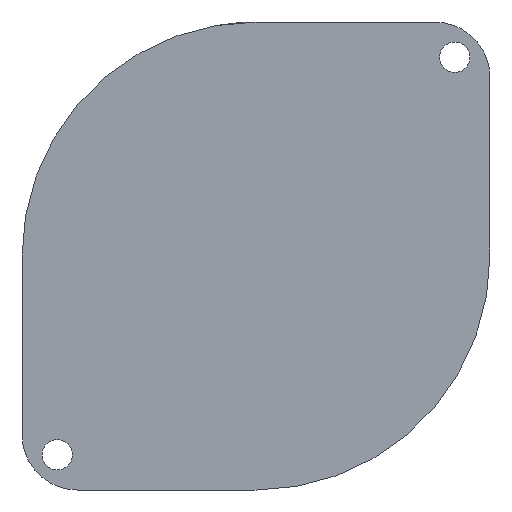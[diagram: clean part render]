
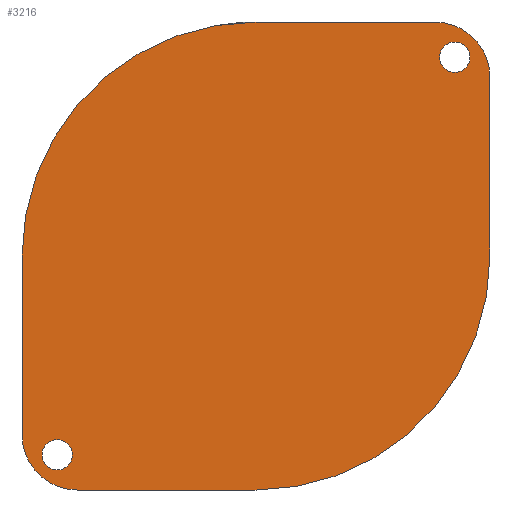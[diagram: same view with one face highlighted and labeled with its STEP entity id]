
A CAD part, front view. The second image highlights one B-rep face of the part: STEP entity #3216.
In plain terms, the highlighted planar face has unit normal (0, -1, 0).
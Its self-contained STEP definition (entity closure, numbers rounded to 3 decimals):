
#14 = CARTESIAN_POINT ( 'NONE',  ( 42.25, 0., 42.25 ) ) ;
#55 = CARTESIAN_POINT ( 'NONE',  ( 32.25, 0., 32.25 ) ) ;
#77 = CIRCLE ( 'NONE', #3936, 2.75 ) ;
#92 = VECTOR ( 'NONE', #1425, 1000. ) ;
#138 = DIRECTION ( 'NONE',  ( 0., 0., 1. ) ) ;
#161 = DIRECTION ( 'NONE',  ( 0., 0., 1. ) ) ;
#173 = DIRECTION ( 'NONE',  ( 0., -1., 0. ) ) ;
#280 = VERTEX_POINT ( 'NONE', #2044 ) ;
#297 = DIRECTION ( 'NONE',  ( 0., 1., 0. ) ) ;
#310 = EDGE_CURVE ( 'NONE', #902, #280, #2107, .T. ) ;
#329 = DIRECTION ( 'NONE',  ( 0., 1., 0. ) ) ;
#342 = DIRECTION ( 'NONE',  ( 0., 0., 1. ) ) ;
#432 = CARTESIAN_POINT ( 'NONE',  ( 42.25, 0., 32.25 ) ) ;
#433 = ORIENTED_EDGE ( 'NONE', *, *, #2596, .T. ) ;
#487 = CARTESIAN_POINT ( 'NONE',  ( -35.886, 0., -38.636 ) ) ;
#504 = EDGE_CURVE ( 'NONE', #2411, #1417, #2070, .T. ) ;
#551 = CARTESIAN_POINT ( 'NONE',  ( 35.886, 0., 38.636 ) ) ;
#597 = DIRECTION ( 'NONE',  ( 0., 1., 0. ) ) ;
#603 = VERTEX_POINT ( 'NONE', #2970 ) ;
#618 = AXIS2_PLACEMENT_3D ( 'NONE', #4027, #173, #161 ) ;
#631 = LINE ( 'NONE', #14, #3045 ) ;
#720 = DIRECTION ( 'NONE',  ( 0., -1., 0. ) ) ;
#902 = VERTEX_POINT ( 'NONE', #3733 ) ;
#923 = EDGE_CURVE ( 'NONE', #3323, #4052, #77, .T. ) ;
#990 = AXIS2_PLACEMENT_3D ( 'NONE', #998, #3518, #3872 ) ;
#998 = CARTESIAN_POINT ( 'NONE',  ( -35.886, 0., -35.886 ) ) ;
#1036 = DIRECTION ( 'NONE',  ( 0., 0., 1. ) ) ;
#1048 = AXIS2_PLACEMENT_3D ( 'NONE', #2575, #297, #2909 ) ;
#1095 = CARTESIAN_POINT ( 'NONE',  ( 35.886, 0., 35.886 ) ) ;
#1225 = CARTESIAN_POINT ( 'NONE',  ( 35.886, 0., 35.886 ) ) ;
#1264 = CARTESIAN_POINT ( 'NONE',  ( 0., 0., 42.25 ) ) ;
#1370 = DIRECTION ( 'NONE',  ( 0., 1., 0. ) ) ;
#1417 = VERTEX_POINT ( 'NONE', #2648 ) ;
#1420 = EDGE_CURVE ( 'NONE', #3947, #1417, #4135, .T. ) ;
#1425 = DIRECTION ( 'NONE',  ( 0., 0., 1. ) ) ;
#1488 = CIRCLE ( 'NONE', #1048, 42.25 ) ;
#1509 = EDGE_LOOP ( 'NONE', ( #3697, #2414 ) ) ;
#1547 = CIRCLE ( 'NONE', #990, 2.75 ) ;
#1606 = CARTESIAN_POINT ( 'NONE',  ( 35.886, 0., 33.136 ) ) ;
#1608 = VERTEX_POINT ( 'NONE', #2920 ) ;
#1618 = ORIENTED_EDGE ( 'NONE', *, *, #1801, .F. ) ;
#1622 = ORIENTED_EDGE ( 'NONE', *, *, #2494, .F. ) ;
#1643 = AXIS2_PLACEMENT_3D ( 'NONE', #1095, #3639, #138 ) ;
#1665 = EDGE_CURVE ( 'NONE', #3892, #3963, #1547, .T. ) ;
#1707 = EDGE_CURVE ( 'NONE', #3947, #603, #631, .T. ) ;
#1801 = EDGE_CURVE ( 'NONE', #3547, #280, #2743, .T. ) ;
#1817 = EDGE_LOOP ( 'NONE', ( #2518, #2568, #1618, #3594, #3108, #3413, #3319, #1622 ) ) ;
#1839 = CIRCLE ( 'NONE', #3454, 2.75 ) ;
#1877 = VECTOR ( 'NONE', #2375, 1000. ) ;
#1924 = EDGE_CURVE ( 'NONE', #4052, #3323, #2383, .T. ) ;
#1980 = CARTESIAN_POINT ( 'NONE',  ( -35.886, 0., -35.886 ) ) ;
#1986 = CARTESIAN_POINT ( 'NONE',  ( 0., 0., 0. ) ) ;
#2044 = CARTESIAN_POINT ( 'NONE',  ( -32.25, 0., -42.25 ) ) ;
#2070 = LINE ( 'NONE', #1264, #3744 ) ;
#2090 = AXIS2_PLACEMENT_3D ( 'NONE', #3378, #2744, #3078 ) ;
#2107 = CIRCLE ( 'NONE', #618, 10. ) ;
#2108 = EDGE_CURVE ( 'NONE', #603, #3547, #2125, .T. ) ;
#2125 = CIRCLE ( 'NONE', #3703, 42.25 ) ;
#2225 = FACE_BOUND ( 'NONE', #1509, .T. ) ;
#2232 = DIRECTION ( 'NONE',  ( 0., 0., -1. ) ) ;
#2335 = FACE_OUTER_BOUND ( 'NONE', #1817, .T. ) ;
#2375 = DIRECTION ( 'NONE',  ( -1., 0., 0. ) ) ;
#2383 = CIRCLE ( 'NONE', #1643, 2.75 ) ;
#2411 = VERTEX_POINT ( 'NONE', #3766 ) ;
#2414 = ORIENTED_EDGE ( 'NONE', *, *, #1924, .T. ) ;
#2494 = EDGE_CURVE ( 'NONE', #1608, #2411, #1488, .T. ) ;
#2518 = ORIENTED_EDGE ( 'NONE', *, *, #3887, .F. ) ;
#2568 = ORIENTED_EDGE ( 'NONE', *, *, #310, .T. ) ;
#2575 = CARTESIAN_POINT ( 'NONE',  ( 0., 0., 0. ) ) ;
#2596 = EDGE_CURVE ( 'NONE', #3963, #3892, #1839, .T. ) ;
#2648 = CARTESIAN_POINT ( 'NONE',  ( 32.25, 0., 42.25 ) ) ;
#2684 = CARTESIAN_POINT ( 'NONE',  ( -42.25, 0., -42.25 ) ) ;
#2743 = LINE ( 'NONE', #3946, #1877 ) ;
#2744 = DIRECTION ( 'NONE',  ( 0., 1., 0. ) ) ;
#2780 = ORIENTED_EDGE ( 'NONE', *, *, #1665, .T. ) ;
#2889 = FACE_BOUND ( 'NONE', #3019, .T. ) ;
#2909 = DIRECTION ( 'NONE',  ( 0., 0., 1. ) ) ;
#2920 = CARTESIAN_POINT ( 'NONE',  ( -42.25, 0., 0. ) ) ;
#2970 = CARTESIAN_POINT ( 'NONE',  ( 42.25, 0., 0. ) ) ;
#3016 = CARTESIAN_POINT ( 'NONE',  ( -35.886, 0., -33.136 ) ) ;
#3019 = EDGE_LOOP ( 'NONE', ( #2780, #433 ) ) ;
#3045 = VECTOR ( 'NONE', #2232, 1000. ) ;
#3078 = DIRECTION ( 'NONE',  ( 0., 0., 1. ) ) ;
#3108 = ORIENTED_EDGE ( 'NONE', *, *, #1707, .F. ) ;
#3216 = ADVANCED_FACE ( 'NONE', ( #2225, #2889, #2335 ), #3675, .F. ) ;
#3319 = ORIENTED_EDGE ( 'NONE', *, *, #504, .F. ) ;
#3323 = VERTEX_POINT ( 'NONE', #551 ) ;
#3378 = CARTESIAN_POINT ( 'NONE',  ( 0., 0., 0. ) ) ;
#3413 = ORIENTED_EDGE ( 'NONE', *, *, #1420, .T. ) ;
#3454 = AXIS2_PLACEMENT_3D ( 'NONE', #1980, #1370, #342 ) ;
#3498 = DIRECTION ( 'NONE',  ( 1., 0., 0. ) ) ;
#3518 = DIRECTION ( 'NONE',  ( 0., 1., 0. ) ) ;
#3547 = VERTEX_POINT ( 'NONE', #3625 ) ;
#3594 = ORIENTED_EDGE ( 'NONE', *, *, #2108, .F. ) ;
#3625 = CARTESIAN_POINT ( 'NONE',  ( 0., 0., -42.25 ) ) ;
#3627 = LINE ( 'NONE', #2684, #92 ) ;
#3639 = DIRECTION ( 'NONE',  ( 0., 1., 0. ) ) ;
#3675 = PLANE ( 'NONE',  #2090 ) ;
#3697 = ORIENTED_EDGE ( 'NONE', *, *, #923, .T. ) ;
#3703 = AXIS2_PLACEMENT_3D ( 'NONE', #1986, #329, #1036 ) ;
#3733 = CARTESIAN_POINT ( 'NONE',  ( -42.25, 0., -32.25 ) ) ;
#3744 = VECTOR ( 'NONE', #3498, 1000. ) ;
#3753 = DIRECTION ( 'NONE',  ( 0., 0., 1. ) ) ;
#3766 = CARTESIAN_POINT ( 'NONE',  ( 0., 0., 42.25 ) ) ;
#3872 = DIRECTION ( 'NONE',  ( 0., 0., 1. ) ) ;
#3887 = EDGE_CURVE ( 'NONE', #902, #1608, #3627, .T. ) ;
#3892 = VERTEX_POINT ( 'NONE', #3016 ) ;
#3900 = DIRECTION ( 'NONE',  ( 0., 0., 1. ) ) ;
#3936 = AXIS2_PLACEMENT_3D ( 'NONE', #1225, #597, #3753 ) ;
#3946 = CARTESIAN_POINT ( 'NONE',  ( 0., 0., -42.25 ) ) ;
#3947 = VERTEX_POINT ( 'NONE', #432 ) ;
#3963 = VERTEX_POINT ( 'NONE', #487 ) ;
#3966 = AXIS2_PLACEMENT_3D ( 'NONE', #55, #720, #3900 ) ;
#4027 = CARTESIAN_POINT ( 'NONE',  ( -32.25, 0., -32.25 ) ) ;
#4052 = VERTEX_POINT ( 'NONE', #1606 ) ;
#4135 = CIRCLE ( 'NONE', #3966, 10. ) ;
